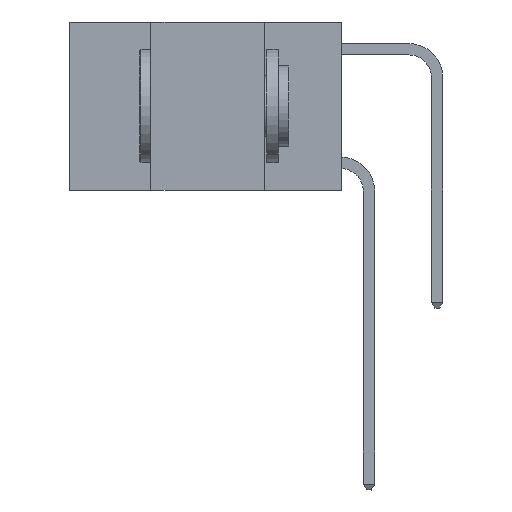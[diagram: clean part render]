
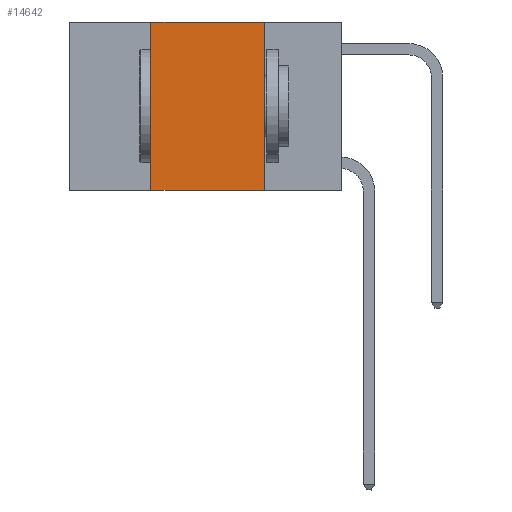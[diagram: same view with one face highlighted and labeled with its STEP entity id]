
A CAD part, left-side view. The second image highlights one B-rep face of the part: STEP entity #14642.
In plain terms, the highlighted planar face has unit normal (-1, 0, 0).
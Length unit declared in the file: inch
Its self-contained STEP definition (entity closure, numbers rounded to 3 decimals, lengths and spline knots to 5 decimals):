
#873 = CARTESIAN_POINT ( 'NONE',  ( 0., 0.42, -0.37 ) ) ;
#1674 = VECTOR ( 'NONE', #27557, 39.37008 ) ;
#2177 = CARTESIAN_POINT ( 'NONE',  ( 0., 0.17, 0. ) ) ;
#3152 = LINE ( 'NONE', #11734, #1674 ) ;
#4094 = VERTEX_POINT ( 'NONE', #19024 ) ;
#4742 = VERTEX_POINT ( 'NONE', #873 ) ;
#5689 = CARTESIAN_POINT ( 'NONE',  ( 0., 0.42, 0. ) ) ;
#5896 = ORIENTED_EDGE ( 'NONE', *, *, #8742, .F. ) ;
#7785 = EDGE_CURVE ( 'NONE', #24518, #4094, #3152, .T. ) ;
#8001 = ORIENTED_EDGE ( 'NONE', *, *, #21215, .F. ) ;
#8319 = LINE ( 'NONE', #25553, #27295 ) ;
#8724 = LINE ( 'NONE', #17520, #11525 ) ;
#8742 = EDGE_CURVE ( 'NONE', #4094, #10617, #10759, .T. ) ;
#10617 = VERTEX_POINT ( 'NONE', #21101 ) ;
#10759 = LINE ( 'NONE', #2177, #18455 ) ;
#11525 = VECTOR ( 'NONE', #17107, 39.37008 ) ;
#11734 = CARTESIAN_POINT ( 'NONE',  ( 0., 0.6, 0. ) ) ;
#13112 = PLANE ( 'NONE',  #14807 ) ;
#13120 = DIRECTION ( 'NONE',  ( 0., -1., 0. ) ) ;
#14642 = ADVANCED_FACE ( 'NONE', ( #19351 ), #13112, .F. ) ;
#14807 = AXIS2_PLACEMENT_3D ( 'NONE', #25815, #14963, #23989 ) ;
#14963 = DIRECTION ( 'NONE',  ( 1., 0., 0. ) ) ;
#15166 = DIRECTION ( 'NONE',  ( 0., 0., -1. ) ) ;
#17107 = DIRECTION ( 'NONE',  ( 0., 0., 1. ) ) ;
#17520 = CARTESIAN_POINT ( 'NONE',  ( 0., 0.42, 0. ) ) ;
#18455 = VECTOR ( 'NONE', #15166, 39.37008 ) ;
#19024 = CARTESIAN_POINT ( 'NONE',  ( 0., 0.17, 0. ) ) ;
#19351 = FACE_OUTER_BOUND ( 'NONE', #25777, .T. ) ;
#19542 = ORIENTED_EDGE ( 'NONE', *, *, #19940, .T. ) ;
#19940 = EDGE_CURVE ( 'NONE', #4742, #10617, #8319, .T. ) ;
#21101 = CARTESIAN_POINT ( 'NONE',  ( 0., 0.17, -0.37 ) ) ;
#21215 = EDGE_CURVE ( 'NONE', #4742, #24518, #8724, .T. ) ;
#23989 = DIRECTION ( 'NONE',  ( 0., 0., -1. ) ) ;
#24518 = VERTEX_POINT ( 'NONE', #5689 ) ;
#24818 = ORIENTED_EDGE ( 'NONE', *, *, #7785, .F. ) ;
#25553 = CARTESIAN_POINT ( 'NONE',  ( 0., 0.6, -0.37 ) ) ;
#25777 = EDGE_LOOP ( 'NONE', ( #5896, #24818, #8001, #19542 ) ) ;
#25815 = CARTESIAN_POINT ( 'NONE',  ( 0., 0.6, 0. ) ) ;
#27295 = VECTOR ( 'NONE', #13120, 39.37008 ) ;
#27557 = DIRECTION ( 'NONE',  ( 0., -1., 0. ) ) ;
